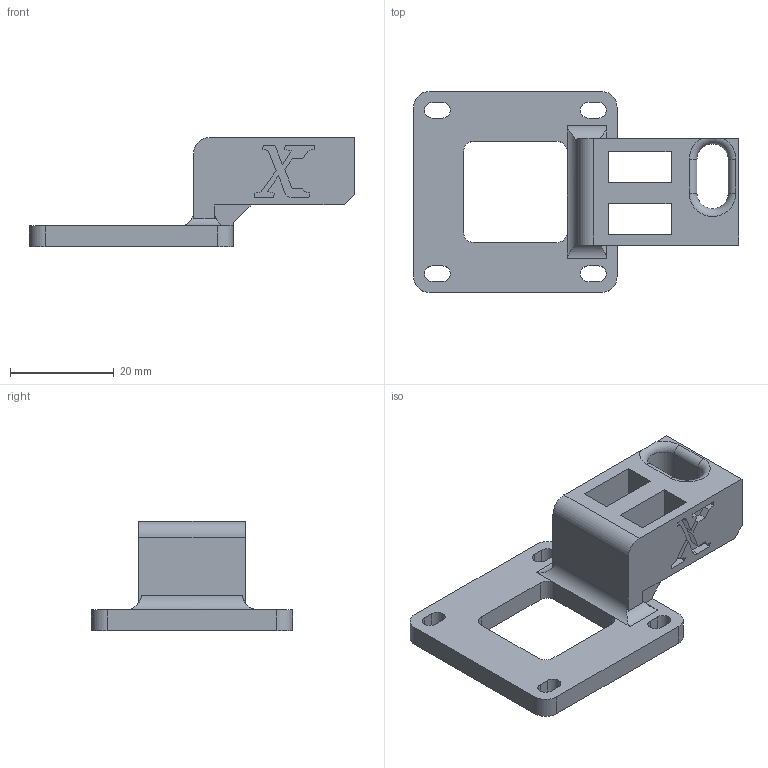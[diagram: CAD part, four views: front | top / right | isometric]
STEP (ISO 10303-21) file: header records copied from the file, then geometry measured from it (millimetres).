
FILE_DESCRIPTION(/* description */ ('','CAx-IF Rec.Pracs.---Representation and Presentation of Product Manufacturing Information (PMI)---4.0---2014-10-13'),/* implementation_level */ '2;1');
FILE_NAME(/* name */ 'Magneto Filamentguide v8.step',/* time_stamp */ '2024-12-10T17:27:36+01:00',/* author */ (''),/* organization */ (''),/* preprocessor_version */ 'ST-DEVELOPER v20',/* originating_system */ 'Autodesk Translation Framework v13.20.0.188',/* authorisation */ '');
FILE_SCHEMA (('AP242_MANAGED_MODEL_BASED_3D_ENGINEERING_MIM_LF { 1 0 10303 442 1 1 4 }'));
Length unit declared in the file: millimetre
Products named in the file (1): Magneto Filamentguide
Bounding box: 62.61 x 38.73 x 21 mm (x, y, z)
Volume: 10161.2 mm3; surface area: 6796.2 mm2
Topology: 1 solids, 1 shells, 110 faces, 328 edges, 216 vertices
Faces by surface type: plane 68, cylinder 26, bspline 14, torus 2
Entity records: 3916 total; most frequent: CARTESIAN_POINT 955, ORIENTED_EDGE 656, DIRECTION 540, EDGE_CURVE 328, LINE 244, VECTOR 244, VERTEX_POINT 216, AXIS2_PLACEMENT_3D 148
